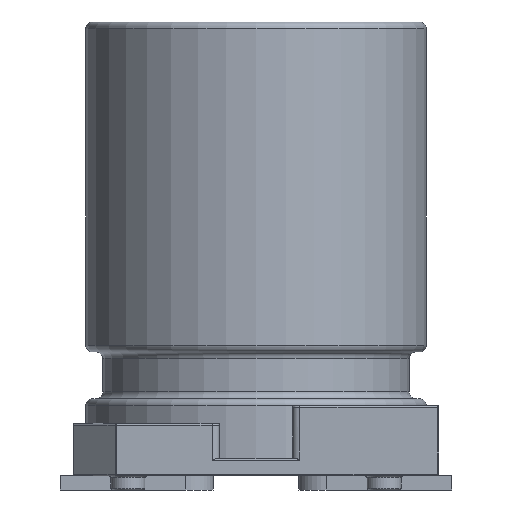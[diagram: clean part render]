
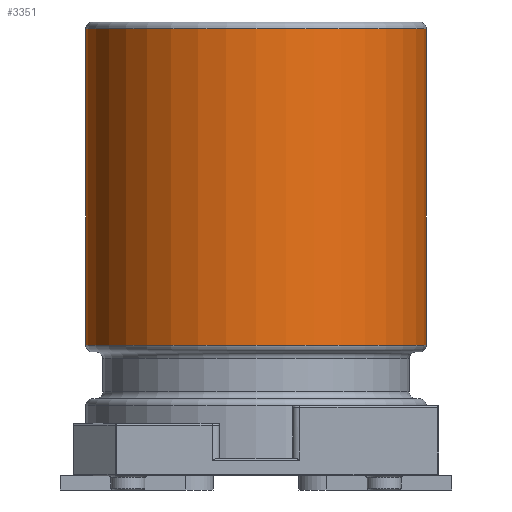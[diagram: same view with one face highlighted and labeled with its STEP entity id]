
A CAD part, front view. The second image highlights one B-rep face of the part: STEP entity #3351.
In plain terms, the highlighted cylindrical face has radius 2 mm (diameter 4 mm), a full revolution.
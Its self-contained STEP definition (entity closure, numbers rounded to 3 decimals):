
#280=CYLINDRICAL_SURFACE('',#3690,2.);
#426=FACE_OUTER_BOUND('',#603,.T.);
#603=EDGE_LOOP('',(#3021,#3022,#3023,#3024,#3025,#3026));
#805=LINE('',#6206,#996);
#996=VECTOR('',#4504,2.);
#1178=CIRCLE('',#3688,2.);
#1179=CIRCLE('',#3689,2.);
#1180=CIRCLE('',#3691,2.);
#1181=CIRCLE('',#3692,2.);
#1566=VERTEX_POINT('',#6199);
#1567=VERTEX_POINT('',#6201);
#1568=VERTEX_POINT('',#6205);
#1569=VERTEX_POINT('',#6207);
#2064=EDGE_CURVE('',#1566,#1567,#1178,.T.);
#2065=EDGE_CURVE('',#1567,#1566,#1179,.T.);
#2066=EDGE_CURVE('',#1567,#1568,#805,.T.);
#2067=EDGE_CURVE('',#1569,#1568,#1180,.T.);
#2068=EDGE_CURVE('',#1568,#1569,#1181,.T.);
#3021=ORIENTED_EDGE('',*,*,#2065,.F.);
#3022=ORIENTED_EDGE('',*,*,#2066,.T.);
#3023=ORIENTED_EDGE('',*,*,#2067,.F.);
#3024=ORIENTED_EDGE('',*,*,#2068,.F.);
#3025=ORIENTED_EDGE('',*,*,#2066,.F.);
#3026=ORIENTED_EDGE('',*,*,#2064,.F.);
#3351=ADVANCED_FACE('',(#426),#280,.T.);
#3688=AXIS2_PLACEMENT_3D('',#6202,#4498,#4499);
#3689=AXIS2_PLACEMENT_3D('',#6203,#4500,#4501);
#3690=AXIS2_PLACEMENT_3D('',#6204,#4502,#4503);
#3691=AXIS2_PLACEMENT_3D('',#6208,#4505,#4506);
#3692=AXIS2_PLACEMENT_3D('',#6209,#4507,#4508);
#4498=DIRECTION('center_axis',(0.,0.,1.));
#4499=DIRECTION('ref_axis',(0.,1.,0.));
#4500=DIRECTION('center_axis',(0.,0.,1.));
#4501=DIRECTION('ref_axis',(0.,1.,0.));
#4502=DIRECTION('center_axis',(0.,0.,1.));
#4503=DIRECTION('ref_axis',(0.,1.,0.));
#4504=DIRECTION('',(0.,0.,-1.));
#4505=DIRECTION('center_axis',(0.,0.,-1.));
#4506=DIRECTION('ref_axis',(0.,-1.,0.));
#4507=DIRECTION('center_axis',(0.,0.,-1.));
#4508=DIRECTION('ref_axis',(0.,-1.,0.));
#6199=CARTESIAN_POINT('',(0.,2.,5.42));
#6201=CARTESIAN_POINT('',(0.,-2.,5.42));
#6202=CARTESIAN_POINT('Origin',(0.,0.,5.42));
#6203=CARTESIAN_POINT('Origin',(0.,0.,5.42));
#6204=CARTESIAN_POINT('Origin',(0.,0.,0.371));
#6205=CARTESIAN_POINT('',(0.,-2.,1.703));
#6206=CARTESIAN_POINT('',(0.,-2.,0.371));
#6207=CARTESIAN_POINT('',(0.,2.,1.703));
#6208=CARTESIAN_POINT('Origin',(0.,0.,1.703));
#6209=CARTESIAN_POINT('Origin',(0.,0.,1.703));
